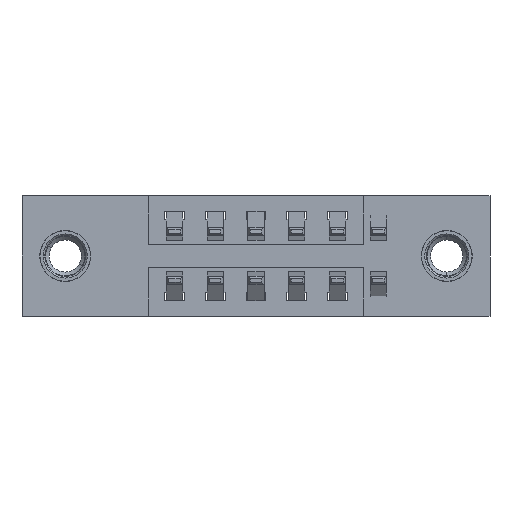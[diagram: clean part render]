
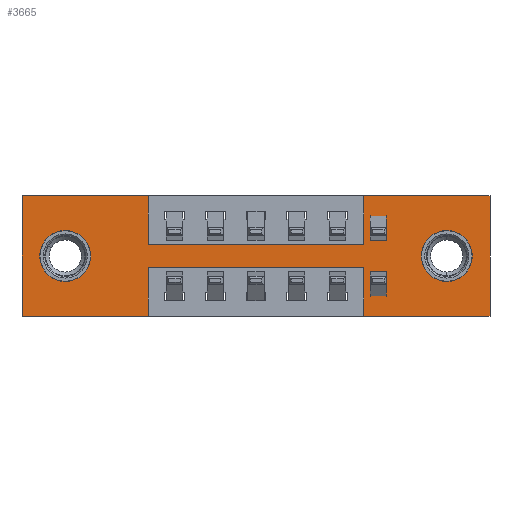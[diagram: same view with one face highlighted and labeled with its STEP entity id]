
A CAD part, front view. The second image highlights one B-rep face of the part: STEP entity #3665.
In plain terms, the highlighted planar face has unit normal (0, -1, 0).
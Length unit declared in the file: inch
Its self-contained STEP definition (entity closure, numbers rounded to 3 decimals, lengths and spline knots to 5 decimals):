
#70 = EDGE_CURVE ( 'NONE', #8140, #4716, #2349, .T. ) ;
#206 = CARTESIAN_POINT ( 'NONE',  ( 0., 0., 0. ) ) ;
#212 = DIRECTION ( 'NONE',  ( -1., 0., 0. ) ) ;
#335 = VERTEX_POINT ( 'NONE', #5023 ) ;
#338 = DIRECTION ( 'NONE',  ( -1., 0., 0. ) ) ;
#381 = DIRECTION ( 'NONE',  ( 0., 0., -1. ) ) ;
#390 = PLANE ( 'NONE',  #7529 ) ;
#415 = CARTESIAN_POINT ( 'NONE',  ( 0., 0., -0.37 ) ) ;
#515 = VERTEX_POINT ( 'NONE', #5888 ) ;
#647 = AXIS2_PLACEMENT_3D ( 'NONE', #8768, #8316, #1672 ) ;
#666 = DIRECTION ( 'NONE',  ( 0., 0., 1. ) ) ;
#687 = VERTEX_POINT ( 'NONE', #6168 ) ;
#697 = VERTEX_POINT ( 'NONE', #6948 ) ;
#733 = EDGE_CURVE ( 'NONE', #697, #2549, #4248, .T. ) ;
#808 = LINE ( 'NONE', #206, #3048 ) ;
#836 = ORIENTED_EDGE ( 'NONE', *, *, #7334, .F. ) ;
#850 = VECTOR ( 'NONE', #3400, 39.37008 ) ;
#884 = VECTOR ( 'NONE', #338, 39.37008 ) ;
#919 = VERTEX_POINT ( 'NONE', #2653 ) ;
#985 = DIRECTION ( 'NONE',  ( 0., 0., -1. ) ) ;
#1016 = VECTOR ( 'NONE', #7652, 39.37008 ) ;
#1035 = CARTESIAN_POINT ( 'NONE',  ( 1.3025, 0., -0.185 ) ) ;
#1348 = CARTESIAN_POINT ( 'NONE',  ( 0.3875, 0., -0.37 ) ) ;
#1397 = AXIS2_PLACEMENT_3D ( 'NONE', #8204, #2722, #666 ) ;
#1431 = DIRECTION ( 'NONE',  ( 0., 0., 1. ) ) ;
#1550 = VECTOR ( 'NONE', #2410, 39.37008 ) ;
#1617 = VERTEX_POINT ( 'NONE', #3983 ) ;
#1672 = DIRECTION ( 'NONE',  ( 0., 0., 1. ) ) ;
#1754 = DIRECTION ( 'NONE',  ( 0., 1., 0. ) ) ;
#1796 = EDGE_CURVE ( 'NONE', #687, #7803, #3760, .T. ) ;
#1836 = CARTESIAN_POINT ( 'NONE',  ( 1.0475, 0., -0.37 ) ) ;
#1894 = VERTEX_POINT ( 'NONE', #1348 ) ;
#1924 = CARTESIAN_POINT ( 'NONE',  ( 0.3875, 0., 0. ) ) ;
#2073 = CARTESIAN_POINT ( 'NONE',  ( 1.435, 0., 0. ) ) ;
#2349 = CIRCLE ( 'NONE', #647, 0.078 ) ;
#2410 = DIRECTION ( 'NONE',  ( 0., 0., 1. ) ) ;
#2495 = VERTEX_POINT ( 'NONE', #1836 ) ;
#2520 = LINE ( 'NONE', #7045, #8993 ) ;
#2549 = VERTEX_POINT ( 'NONE', #9364 ) ;
#2571 = FACE_OUTER_BOUND ( 'NONE', #7622, .T. ) ;
#2653 = CARTESIAN_POINT ( 'NONE',  ( 1.0475, 0., -0.22 ) ) ;
#2698 = LINE ( 'NONE', #4712, #1016 ) ;
#2720 = CARTESIAN_POINT ( 'NONE',  ( 0., 0., -0.37 ) ) ;
#2722 = DIRECTION ( 'NONE',  ( 0., 1., 0. ) ) ;
#2738 = VERTEX_POINT ( 'NONE', #3039 ) ;
#2899 = EDGE_CURVE ( 'NONE', #1894, #335, #6199, .T. ) ;
#2903 = EDGE_LOOP ( 'NONE', ( #3629, #3375 ) ) ;
#2904 = LINE ( 'NONE', #5877, #1550 ) ;
#2918 = ORIENTED_EDGE ( 'NONE', *, *, #9260, .F. ) ;
#2926 = CARTESIAN_POINT ( 'NONE',  ( 1.0475, 0., 0. ) ) ;
#3039 = CARTESIAN_POINT ( 'NONE',  ( 0., 0., 0. ) ) ;
#3048 = VECTOR ( 'NONE', #3173, 39.37008 ) ;
#3049 = CARTESIAN_POINT ( 'NONE',  ( 1.0475, 0., 0. ) ) ;
#3127 = CARTESIAN_POINT ( 'NONE',  ( 0., 0., -0.37 ) ) ;
#3173 = DIRECTION ( 'NONE',  ( 1., 0., 0. ) ) ;
#3321 = ORIENTED_EDGE ( 'NONE', *, *, #3612, .F. ) ;
#3375 = ORIENTED_EDGE ( 'NONE', *, *, #733, .T. ) ;
#3400 = DIRECTION ( 'NONE',  ( -1., 0., 0. ) ) ;
#3604 = EDGE_CURVE ( 'NONE', #7803, #7972, #4827, .T. ) ;
#3612 = EDGE_CURVE ( 'NONE', #919, #7097, #7827, .T. ) ;
#3629 = ORIENTED_EDGE ( 'NONE', *, *, #9316, .T. ) ;
#3634 = CARTESIAN_POINT ( 'NONE',  ( 1.3025, 0., -0.185 ) ) ;
#3665 = ADVANCED_FACE ( 'NONE', ( #9380, #4920, #2571 ), #390, .T. ) ;
#3760 = LINE ( 'NONE', #2926, #5813 ) ;
#3907 = CARTESIAN_POINT ( 'NONE',  ( 0.3875, 0., -0.22 ) ) ;
#3983 = CARTESIAN_POINT ( 'NONE',  ( 0.3875, 0., 0. ) ) ;
#4248 = CIRCLE ( 'NONE', #7957, 0.078 ) ;
#4295 = VERTEX_POINT ( 'NONE', #8828 ) ;
#4429 = VECTOR ( 'NONE', #8301, 39.37008 ) ;
#4574 = CIRCLE ( 'NONE', #7350, 0.078 ) ;
#4585 = ORIENTED_EDGE ( 'NONE', *, *, #9220, .F. ) ;
#4712 = CARTESIAN_POINT ( 'NONE',  ( 1.0475, 0., -0.37 ) ) ;
#4716 = VERTEX_POINT ( 'NONE', #9537 ) ;
#4827 = LINE ( 'NONE', #5547, #9071 ) ;
#4920 = FACE_BOUND ( 'NONE', #8793, .T. ) ;
#4951 = EDGE_CURVE ( 'NONE', #2738, #1617, #808, .T. ) ;
#4975 = VECTOR ( 'NONE', #7545, 39.37008 ) ;
#4986 = ORIENTED_EDGE ( 'NONE', *, *, #1796, .F. ) ;
#5023 = CARTESIAN_POINT ( 'NONE',  ( 0., 0., -0.37 ) ) ;
#5446 = LINE ( 'NONE', #9064, #4429 ) ;
#5547 = CARTESIAN_POINT ( 'NONE',  ( 0., 0., 0. ) ) ;
#5621 = EDGE_CURVE ( 'NONE', #4716, #8140, #9243, .T. ) ;
#5693 = EDGE_CURVE ( 'NONE', #335, #2738, #2904, .T. ) ;
#5697 = DIRECTION ( 'NONE',  ( 0., -1., 0. ) ) ;
#5778 = DIRECTION ( 'NONE',  ( 0., 0., -1. ) ) ;
#5813 = VECTOR ( 'NONE', #1431, 39.37008 ) ;
#5868 = DIRECTION ( 'NONE',  ( 0., 1., 0. ) ) ;
#5877 = CARTESIAN_POINT ( 'NONE',  ( 0., 0., 0. ) ) ;
#5888 = CARTESIAN_POINT ( 'NONE',  ( 1.435, 0., -0.37 ) ) ;
#6168 = CARTESIAN_POINT ( 'NONE',  ( 1.0475, 0., -0.15 ) ) ;
#6199 = LINE ( 'NONE', #3127, #7046 ) ;
#6265 = EDGE_CURVE ( 'NONE', #4295, #687, #7637, .T. ) ;
#6269 = CARTESIAN_POINT ( 'NONE',  ( 0.3875, 0., -0.22 ) ) ;
#6345 = LINE ( 'NONE', #1924, #8688 ) ;
#6412 = DIRECTION ( 'NONE',  ( 1., 0., 0. ) ) ;
#6819 = CARTESIAN_POINT ( 'NONE',  ( 0.1325, 0., -0.263 ) ) ;
#6948 = CARTESIAN_POINT ( 'NONE',  ( 1.3025, 0., -0.263 ) ) ;
#7001 = ORIENTED_EDGE ( 'NONE', *, *, #4951, .F. ) ;
#7045 = CARTESIAN_POINT ( 'NONE',  ( 1.435, 0., 0. ) ) ;
#7046 = VECTOR ( 'NONE', #212, 39.37008 ) ;
#7052 = DIRECTION ( 'NONE',  ( 0., 0., -1. ) ) ;
#7097 = VERTEX_POINT ( 'NONE', #3907 ) ;
#7281 = ORIENTED_EDGE ( 'NONE', *, *, #70, .T. ) ;
#7334 = EDGE_CURVE ( 'NONE', #7972, #515, #2520, .T. ) ;
#7350 = AXIS2_PLACEMENT_3D ( 'NONE', #3634, #5868, #5778 ) ;
#7413 = ORIENTED_EDGE ( 'NONE', *, *, #2899, .F. ) ;
#7457 = ORIENTED_EDGE ( 'NONE', *, *, #6265, .F. ) ;
#7529 = AXIS2_PLACEMENT_3D ( 'NONE', #2720, #5697, #7052 ) ;
#7545 = DIRECTION ( 'NONE',  ( 1., 0., 0. ) ) ;
#7622 = EDGE_LOOP ( 'NONE', ( #8211, #3321, #2918, #4585, #836, #7722, #4986, #7457, #9291, #7001, #8538, #7413 ) ) ;
#7637 = LINE ( 'NONE', #8192, #4975 ) ;
#7652 = DIRECTION ( 'NONE',  ( 0., 0., 1. ) ) ;
#7711 = LINE ( 'NONE', #415, #850 ) ;
#7722 = ORIENTED_EDGE ( 'NONE', *, *, #3604, .F. ) ;
#7803 = VERTEX_POINT ( 'NONE', #3049 ) ;
#7827 = LINE ( 'NONE', #6269, #884 ) ;
#7862 = ORIENTED_EDGE ( 'NONE', *, *, #5621, .T. ) ;
#7932 = EDGE_CURVE ( 'NONE', #1617, #4295, #6345, .T. ) ;
#7957 = AXIS2_PLACEMENT_3D ( 'NONE', #1035, #1754, #985 ) ;
#7972 = VERTEX_POINT ( 'NONE', #2073 ) ;
#8140 = VERTEX_POINT ( 'NONE', #6819 ) ;
#8192 = CARTESIAN_POINT ( 'NONE',  ( 0.3875, 0., -0.15 ) ) ;
#8204 = CARTESIAN_POINT ( 'NONE',  ( 0.1325, 0., -0.185 ) ) ;
#8211 = ORIENTED_EDGE ( 'NONE', *, *, #9077, .F. ) ;
#8301 = DIRECTION ( 'NONE',  ( 0., 0., -1. ) ) ;
#8316 = DIRECTION ( 'NONE',  ( 0., 1., 0. ) ) ;
#8480 = DIRECTION ( 'NONE',  ( 0., 0., -1. ) ) ;
#8538 = ORIENTED_EDGE ( 'NONE', *, *, #5693, .F. ) ;
#8688 = VECTOR ( 'NONE', #8480, 39.37008 ) ;
#8768 = CARTESIAN_POINT ( 'NONE',  ( 0.1325, 0., -0.185 ) ) ;
#8793 = EDGE_LOOP ( 'NONE', ( #7862, #7281 ) ) ;
#8828 = CARTESIAN_POINT ( 'NONE',  ( 0.3875, 0., -0.15 ) ) ;
#8993 = VECTOR ( 'NONE', #381, 39.37008 ) ;
#9064 = CARTESIAN_POINT ( 'NONE',  ( 0.3875, 0., -0.37 ) ) ;
#9071 = VECTOR ( 'NONE', #6412, 39.37008 ) ;
#9077 = EDGE_CURVE ( 'NONE', #7097, #1894, #5446, .T. ) ;
#9220 = EDGE_CURVE ( 'NONE', #515, #2495, #7711, .T. ) ;
#9243 = CIRCLE ( 'NONE', #1397, 0.078 ) ;
#9260 = EDGE_CURVE ( 'NONE', #2495, #919, #2698, .T. ) ;
#9291 = ORIENTED_EDGE ( 'NONE', *, *, #7932, .F. ) ;
#9316 = EDGE_CURVE ( 'NONE', #2549, #697, #4574, .T. ) ;
#9364 = CARTESIAN_POINT ( 'NONE',  ( 1.3025, 0., -0.107 ) ) ;
#9380 = FACE_BOUND ( 'NONE', #2903, .T. ) ;
#9537 = CARTESIAN_POINT ( 'NONE',  ( 0.1325, 0., -0.107 ) ) ;
